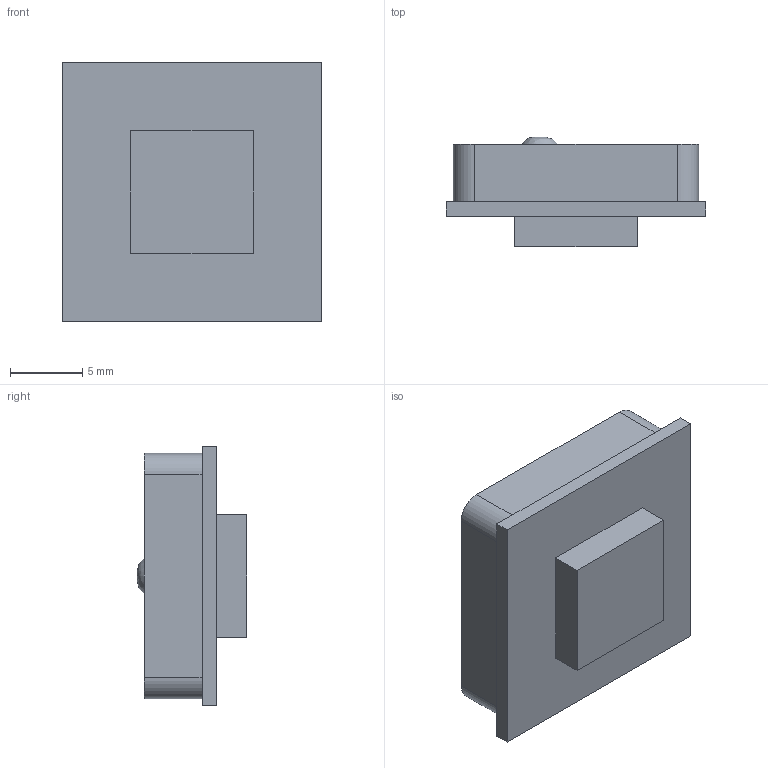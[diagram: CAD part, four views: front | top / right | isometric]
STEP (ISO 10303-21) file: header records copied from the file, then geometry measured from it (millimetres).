
FILE_DESCRIPTION(/* description */ (''),/* implementation_level */ '2;1');
FILE_NAME(/* name */ 'GPS_18x18_ant.stp',/* time_stamp */ '2022-09-07T21:49:24+06:00',/* author */ ('SABYR_DESIGN_MTII'),/* organization */ (''),/* preprocessor_version */ 'ST-DEVELOPER v16.13',/* originating_system */ 'Autodesk Inventor 2018',/* authorisation */ '');
FILE_SCHEMA (('AUTOMOTIVE_DESIGN { 1 0 10303 214 3 1 1 }'));
Length unit declared in the file: millimetre
Products named in the file (1): Деталь1
Bounding box: 18 x 7.59 x 18 mm (x, y, z)
Volume: 1624 mm3; surface area: 1054.8 mm2
Topology: 1 solids, 1 shells, 29 faces, 70 edges, 47 vertices
Faces by surface type: plane 24, cylinder 4, bspline 1
Entity records: 968 total; most frequent: CARTESIAN_POINT 175, ORIENTED_EDGE 140, DIRECTION 138, EDGE_CURVE 70, LINE 58, VECTOR 58, VERTEX_POINT 47, AXIS2_PLACEMENT_3D 40
